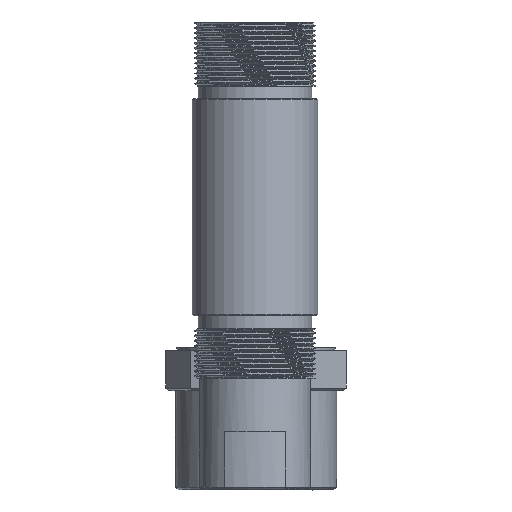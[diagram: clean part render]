
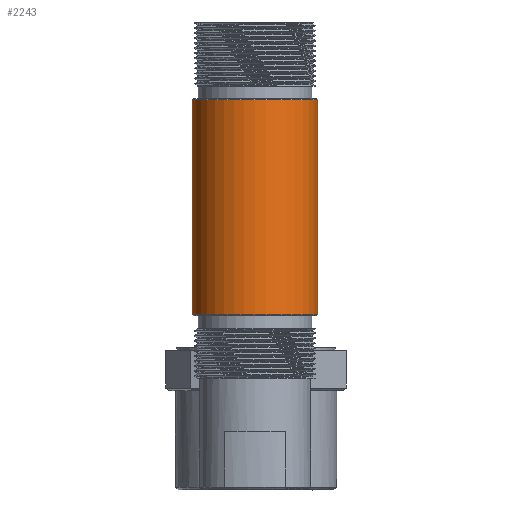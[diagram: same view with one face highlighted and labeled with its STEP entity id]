
A CAD part, left-side view. The second image highlights one B-rep face of the part: STEP entity #2243.
In plain terms, the highlighted cylindrical face has radius 12.45 mm (diameter 24.9 mm), a full revolution.
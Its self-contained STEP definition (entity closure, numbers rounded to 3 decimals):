
#157=FACE_OUTER_BOUND('',#296,.T.);
#296=EDGE_LOOP('',(#1740,#1741,#1742,#1743));
#396=CIRCLE('',#2415,12.45);
#397=CIRCLE('',#2417,12.45);
#640=LINE('',#7710,#773);
#773=VECTOR('',#2754,12.45);
#972=VERTEX_POINT('',#7705);
#973=VERTEX_POINT('',#7709);
#1254=EDGE_CURVE('',#972,#972,#396,.T.);
#1255=EDGE_CURVE('',#972,#973,#640,.T.);
#1256=EDGE_CURVE('',#973,#973,#397,.T.);
#1740=ORIENTED_EDGE('',*,*,#1254,.F.);
#1741=ORIENTED_EDGE('',*,*,#1255,.T.);
#1742=ORIENTED_EDGE('',*,*,#1256,.F.);
#1743=ORIENTED_EDGE('',*,*,#1255,.F.);
#2149=CYLINDRICAL_SURFACE('',#2416,12.45);
#2243=ADVANCED_FACE('',(#157),#2149,.T.);
#2415=AXIS2_PLACEMENT_3D('',#7707,#2750,#2751);
#2416=AXIS2_PLACEMENT_3D('',#7708,#2752,#2753);
#2417=AXIS2_PLACEMENT_3D('',#7711,#2755,#2756);
#2750=DIRECTION('center_axis',(0.,0.,1.));
#2751=DIRECTION('ref_axis',(-1.,0.,0.));
#2752=DIRECTION('center_axis',(0.,0.,1.));
#2753=DIRECTION('ref_axis',(-1.,0.,0.));
#2754=DIRECTION('',(0.,0.,-1.));
#2755=DIRECTION('center_axis',(0.,0.,-1.));
#2756=DIRECTION('ref_axis',(-1.,0.,0.));
#7705=CARTESIAN_POINT('',(83.018,-246.339,77.));
#7707=CARTESIAN_POINT('Origin',(70.568,-246.339,77.));
#7708=CARTESIAN_POINT('Origin',(70.568,-246.339,34.2));
#7709=CARTESIAN_POINT('',(83.018,-246.339,34.4));
#7710=CARTESIAN_POINT('',(83.018,-246.339,34.2));
#7711=CARTESIAN_POINT('Origin',(70.568,-246.339,34.4));
